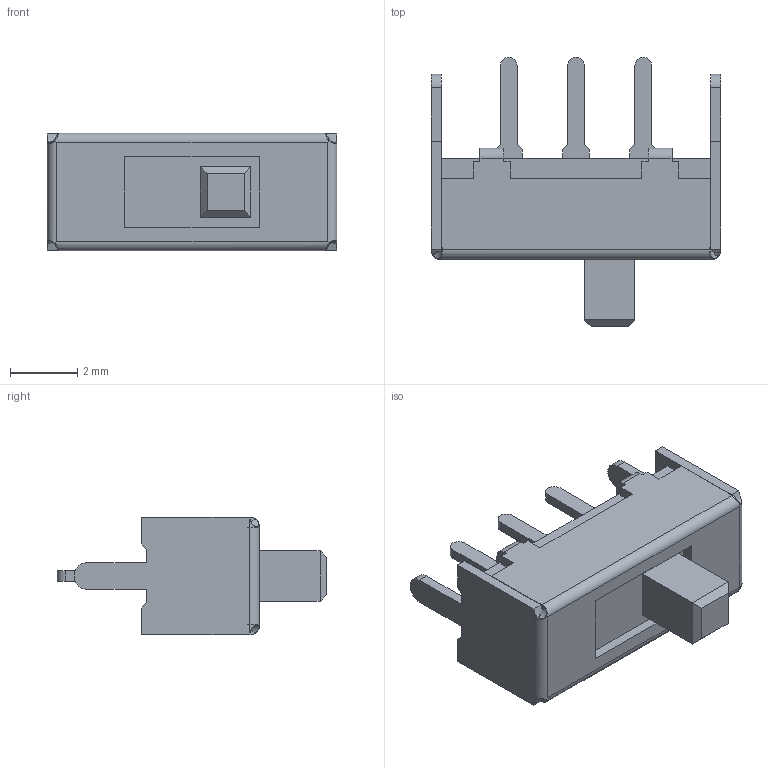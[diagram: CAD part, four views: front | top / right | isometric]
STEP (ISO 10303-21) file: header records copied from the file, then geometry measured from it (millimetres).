
FILE_DESCRIPTION(('FreeCAD Model'),'2;1');
FILE_NAME('Switches_C&K_SS_12D07.step', '2017-05-19T13:13:28',('Author'),(''), 'Open CASCADE STEP processor 6.8','FreeCAD','Unknown');
FILE_SCHEMA(('AUTOMOTIVE_DESIGN_CC2 { 1 2 10303 214 -1 1 5 4 }'));
Length unit declared in the file: millimetre
Products named in the file (10): SS-12D01-G_2_ASM004; SS-12D01-G_2_ASM003; SS-12D01-G_2_ASM007; SS-12D01-G_2_ASM001; SS-12D01-G_2_ASM008; SS-12D01-G_2_ASM009; SS-12D01-G_2_ASM; SS-12D01-G_2_ASM002; SS-12D01-G_2_ASM005; SS-12D01-G_2_ASM006
Bounding box: 8.6 x 8 x 3.5 mm (x, y, z)
Volume: 69.1 mm3; surface area: 323.5 mm2
Topology: 1 solids, 10 shells, 164 faces, 465 edges, 313 vertices
Faces by surface type: plane 131, cylinder 25, bspline 8
Entity records: 16361 total; most frequent: CARTESIAN_POINT 7800, DIRECTION 1419, LINE 992, VECTOR 992, ORIENTED_EDGE 844, PCURVE 844, DEFINITIONAL_REPRESENTATION 844, EDGE_CURVE 461
